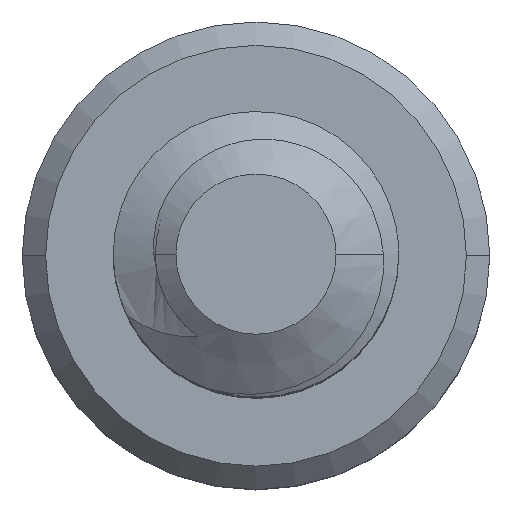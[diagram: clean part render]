
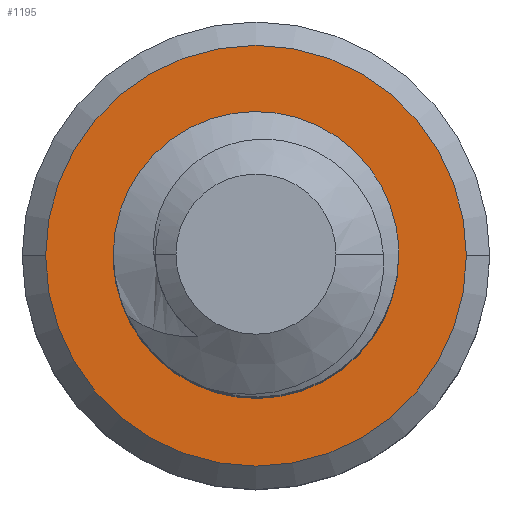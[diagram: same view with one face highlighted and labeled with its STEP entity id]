
A CAD part, top view. The second image highlights one B-rep face of the part: STEP entity #1195.
In plain terms, the highlighted planar face has unit normal (0, 0, 1).
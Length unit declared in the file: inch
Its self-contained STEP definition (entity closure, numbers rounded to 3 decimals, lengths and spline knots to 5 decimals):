
#58 = CARTESIAN_POINT ( 'NONE',  ( -0.05507, 0.03952, -0.4375 ) ) ;
#107 = CARTESIAN_POINT ( 'NONE',  ( -0.05982, 0.02885, -0.4375 ) ) ;
#110 = CARTESIAN_POINT ( 'NONE',  ( -0.06148, 0.02312, -0.4375 ) ) ;
#121 = CARTESIAN_POINT ( 'NONE',  ( -0.06309, 0.01154, -0.4375 ) ) ;
#135 = CARTESIAN_POINT ( 'NONE',  ( -0.06307, 0.00562, -0.4375 ) ) ;
#154 = CARTESIAN_POINT ( 'NONE',  ( -0.06135, -0.00599, -0.4375 ) ) ;
#160 = CARTESIAN_POINT ( 'NONE',  ( -0.05968, -0.0116, -0.4375 ) ) ;
#176 = CARTESIAN_POINT ( 'NONE',  ( -0.05226, -0.02769, -0.4375 ) ) ;
#184 = CARTESIAN_POINT ( 'NONE',  ( -0.04432, -0.03688, -0.4375 ) ) ;
#191 = CARTESIAN_POINT ( 'NONE',  ( -0.02368, -0.04845, -0.4375 ) ) ;
#238 = B_SPLINE_CURVE_WITH_KNOTS ( 'NONE', 3,
 ( #346, #341, #191, #184, #176, #160, #154, #135, #121, #110, #107, #58, #1908, #1903 ),
 .UNSPECIFIED., .F., .F.,
 ( 4, 2, 2, 2, 2, 2, 4 ),
 ( 0., 0.00089, 0.00178, 0.00222, 0.00267, 0.00311, 0.00356 ),
 .UNSPECIFIED. ) ;
#341 = CARTESIAN_POINT ( 'NONE',  ( -0.01169, -0.05058, -0.4375 ) ) ;
#346 = CARTESIAN_POINT ( 'NONE',  ( 0., -0.0487, -0.4375 ) ) ;
#547 = AXIS2_PLACEMENT_3D ( 'NONE', #3229, #572, #570 ) ;
#570 = DIRECTION ( 'NONE',  ( -1., 0., 0. ) ) ;
#572 = DIRECTION ( 'NONE',  ( 0., 0., 1. ) ) ;
#624 = CIRCLE ( 'NONE', #547, 0.1017 ) ;
#726 = EDGE_CURVE ( 'NONE', #1590, #2103, #624, .T. ) ;
#750 = CARTESIAN_POINT ( 'NONE',  ( -0.1017, 0., -0.4375 ) ) ;
#914 = CIRCLE ( 'NONE', #1483, 0.0487 ) ;
#976 = AXIS2_PLACEMENT_3D ( 'NONE', #2118, #2131, #2026 ) ;
#1120 = EDGE_CURVE ( 'NONE', #2103, #1590, #4161, .T. ) ;
#1139 = AXIS2_PLACEMENT_3D ( 'NONE', #1867, #1882, #1834 ) ;
#1195 = ADVANCED_FACE ( 'NONE', ( #3839, #3992 ), #1839, .F. ) ;
#1228 = VERTEX_POINT ( 'NONE', #1648 ) ;
#1284 = CIRCLE ( 'NONE', #976, 0.069 ) ;
#1367 = B_SPLINE_CURVE_WITH_KNOTS ( 'NONE', 3,
 ( #3273, #3509, #3223, #3213, #3187, #3162, #3156, #3105, #3097, #3068, #3065, #3063, #3056, #3049, #3043, #3034 ),
 .UNSPECIFIED., .F., .F.,
 ( 4, 2, 2, 2, 2, 2, 2, 4 ),
 ( 0., 0.00044, 0.00089, 0.00178, 0.00222, 0.00267, 0.00311, 0.00355 ),
 .UNSPECIFIED. ) ;
#1483 = AXIS2_PLACEMENT_3D ( 'NONE', #2992, #2978, #2968 ) ;
#1590 = VERTEX_POINT ( 'NONE', #750 ) ;
#1648 = CARTESIAN_POINT ( 'NONE',  ( 0., 0.069, -0.4375 ) ) ;
#1834 = DIRECTION ( 'NONE',  ( -1., 0., 0. ) ) ;
#1839 = PLANE ( 'NONE',  #1139 ) ;
#1867 = CARTESIAN_POINT ( 'NONE',  ( 0., 0., -0.4375 ) ) ;
#1882 = DIRECTION ( 'NONE',  ( 0., 0., -1. ) ) ;
#1893 = VERTEX_POINT ( 'NONE', #4171 ) ;
#1903 = CARTESIAN_POINT ( 'NONE',  ( -0.04834, 0.04923, -0.4375 ) ) ;
#1908 = CARTESIAN_POINT ( 'NONE',  ( -0.052, 0.0446, -0.4375 ) ) ;
#2017 = AXIS2_PLACEMENT_3D ( 'NONE', #2255, #2250, #2246 ) ;
#2026 = DIRECTION ( 'NONE',  ( 1., 0., 0. ) ) ;
#2103 = VERTEX_POINT ( 'NONE', #2984 ) ;
#2118 = CARTESIAN_POINT ( 'NONE',  ( 0., 0., -0.4375 ) ) ;
#2131 = DIRECTION ( 'NONE',  ( 0., 0., 1. ) ) ;
#2246 = DIRECTION ( 'NONE',  ( -1., 0., 0. ) ) ;
#2250 = DIRECTION ( 'NONE',  ( 0., 0., 1. ) ) ;
#2255 = CARTESIAN_POINT ( 'NONE',  ( 0., 0., -0.4375 ) ) ;
#2412 = VERTEX_POINT ( 'NONE', #2848 ) ;
#2532 = EDGE_LOOP ( 'NONE', ( #4104, #2774 ) ) ;
#2568 = EDGE_CURVE ( 'NONE', #3374, #2412, #238, .T. ) ;
#2618 = EDGE_CURVE ( 'NONE', #1228, #2412, #1284, .T. ) ;
#2754 = EDGE_CURVE ( 'NONE', #1228, #1893, #1367, .T. ) ;
#2758 = EDGE_CURVE ( 'NONE', #1893, #3374, #914, .T. ) ;
#2774 = ORIENTED_EDGE ( 'NONE', *, *, #1120, .T. ) ;
#2848 = CARTESIAN_POINT ( 'NONE',  ( -0.04834, 0.04923, -0.4375 ) ) ;
#2968 = DIRECTION ( 'NONE',  ( 1., 0., 0. ) ) ;
#2978 = DIRECTION ( 'NONE',  ( 0., 0., -1. ) ) ;
#2984 = CARTESIAN_POINT ( 'NONE',  ( 0.1017, 0., -0.4375 ) ) ;
#2992 = CARTESIAN_POINT ( 'NONE',  ( 0., 0., -0.4375 ) ) ;
#3014 = CARTESIAN_POINT ( 'NONE',  ( 0., -0.0487, -0.4375 ) ) ;
#3034 = CARTESIAN_POINT ( 'NONE',  ( 0.03412, -0.03475, -0.4375 ) ) ;
#3043 = CARTESIAN_POINT ( 'NONE',  ( 0.03902, -0.03141, -0.4375 ) ) ;
#3049 = CARTESIAN_POINT ( 'NONE',  ( 0.04312, -0.02719, -0.4375 ) ) ;
#3056 = CARTESIAN_POINT ( 'NONE',  ( 0.04983, -0.01748, -0.4375 ) ) ;
#3063 = CARTESIAN_POINT ( 'NONE',  ( 0.05234, -0.0122, -0.4375 ) ) ;
#3065 = CARTESIAN_POINT ( 'NONE',  ( 0.05565, -0.00084, -0.4375 ) ) ;
#3068 = CARTESIAN_POINT ( 'NONE',  ( 0.05636, 0.00496, -0.4375 ) ) ;
#3097 = CARTESIAN_POINT ( 'NONE',  ( 0.05592, 0.01675, -0.4375 ) ) ;
#3105 = CARTESIAN_POINT ( 'NONE',  ( 0.05477, 0.0225, -0.4375 ) ) ;
#3156 = CARTESIAN_POINT ( 'NONE',  ( 0.04868, 0.03892, -0.4375 ) ) ;
#3162 = CARTESIAN_POINT ( 'NONE',  ( 0.04135, 0.04877, -0.4375 ) ) ;
#3176 = ORIENTED_EDGE ( 'NONE', *, *, #2618, .F. ) ;
#3187 = CARTESIAN_POINT ( 'NONE',  ( 0.02753, 0.05951, -0.4375 ) ) ;
#3212 = ORIENTED_EDGE ( 'NONE', *, *, #2754, .T. ) ;
#3213 = CARTESIAN_POINT ( 'NONE',  ( 0.02239, 0.06248, -0.4375 ) ) ;
#3223 = CARTESIAN_POINT ( 'NONE',  ( 0.01153, 0.06689, -0.4375 ) ) ;
#3229 = CARTESIAN_POINT ( 'NONE',  ( 0., 0., -0.4375 ) ) ;
#3273 = CARTESIAN_POINT ( 'NONE',  ( 0., 0.069, -0.4375 ) ) ;
#3374 = VERTEX_POINT ( 'NONE', #3014 ) ;
#3509 = CARTESIAN_POINT ( 'NONE',  ( 0.00588, 0.06833, -0.4375 ) ) ;
#3743 = ORIENTED_EDGE ( 'NONE', *, *, #2568, .T. ) ;
#3839 = FACE_OUTER_BOUND ( 'NONE', #2532, .T. ) ;
#3932 = EDGE_LOOP ( 'NONE', ( #3176, #3212, #4077, #3743 ) ) ;
#3992 = FACE_BOUND ( 'NONE', #3932, .T. ) ;
#4077 = ORIENTED_EDGE ( 'NONE', *, *, #2758, .T. ) ;
#4104 = ORIENTED_EDGE ( 'NONE', *, *, #726, .T. ) ;
#4161 = CIRCLE ( 'NONE', #2017, 0.1017 ) ;
#4171 = CARTESIAN_POINT ( 'NONE',  ( 0.03412, -0.03475, -0.4375 ) ) ;
